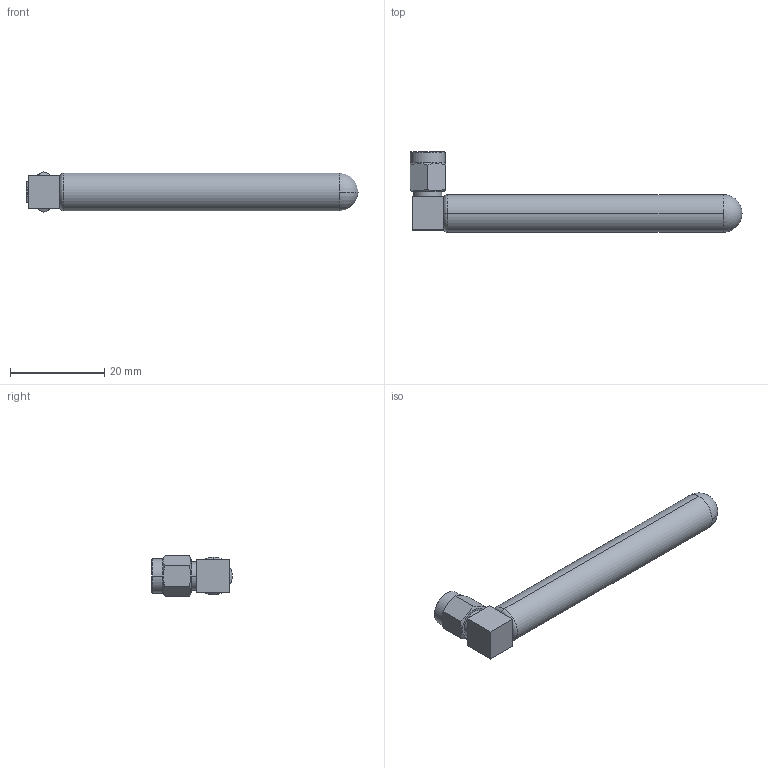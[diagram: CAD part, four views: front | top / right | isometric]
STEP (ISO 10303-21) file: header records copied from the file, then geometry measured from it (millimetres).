
FILE_DESCRIPTION (( 'STEP AP214' ), '1' );
FILE_NAME ('FM51056_3D.step', '2023-01-17T20:49:32', ( '' ), ( '' ), 'SwSTEP 2.0', 'SolidWorks 2022', '' );
FILE_SCHEMA (( 'AUTOMOTIVE_DESIGN' ));
Length unit declared in the file: inch
Products named in the file (1): FM51056_3D
Bounding box: 70.43 x 17.09 x 8.7 mm (x, y, z)
Volume: 3766.7 mm3; surface area: 2264.8 mm2
Topology: 1 solids, 1 shells, 67 faces, 146 edges, 85 vertices
Faces by surface type: cone 32, plane 17, cylinder 14, torus 2, sphere 2
Entity records: 1910 total; most frequent: CARTESIAN_POINT 401, DIRECTION 328, ORIENTED_EDGE 288, EDGE_CURVE 144, AXIS2_PLACEMENT_3D 132, VERTEX_POINT 85, EDGE_LOOP 73, FACE_OUTER_BOUND 67
